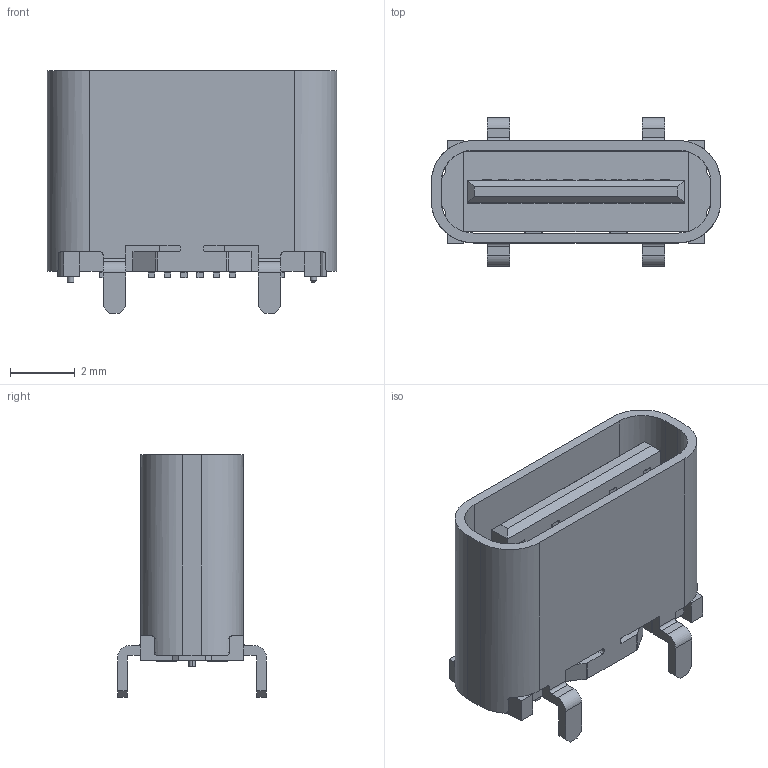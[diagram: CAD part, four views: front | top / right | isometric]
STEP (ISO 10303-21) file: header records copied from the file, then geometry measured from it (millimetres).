
FILE_DESCRIPTION (( 'STEP AP214' ), '1' );
FILE_NAME ('USB-C-SMD_TYPEC-303-ACP16.step', '2022-07-15T09:28:23', ( '' ), ( '' ), 'SwSTEP 2.0', 'SolidWorks 2020', '' );
FILE_SCHEMA (( 'AUTOMOTIVE_DESIGN' ));
Length unit declared in the file: millimetre
Products named in the file (1): USB-C-SMD_TYPEC-303-ACP16
Bounding box: 8.94 x 4.6 x 7.5 mm (x, y, z)
Volume: 81.7 mm3; surface area: 437.6 mm2
Topology: 15 solids, 15 shells, 708 faces, 1925 edges, 1280 vertices
Faces by surface type: plane 528, bspline 112, cylinder 66, cone 2
Entity records: 31295 total; most frequent: CARTESIAN_POINT 6190, ORIENTED_EDGE 3850, DIRECTION 3001, EDGE_CURVE 1925, LINE 1555, VECTOR 1555, VERTEX_POINT 1280, EDGE_LOOP 755
